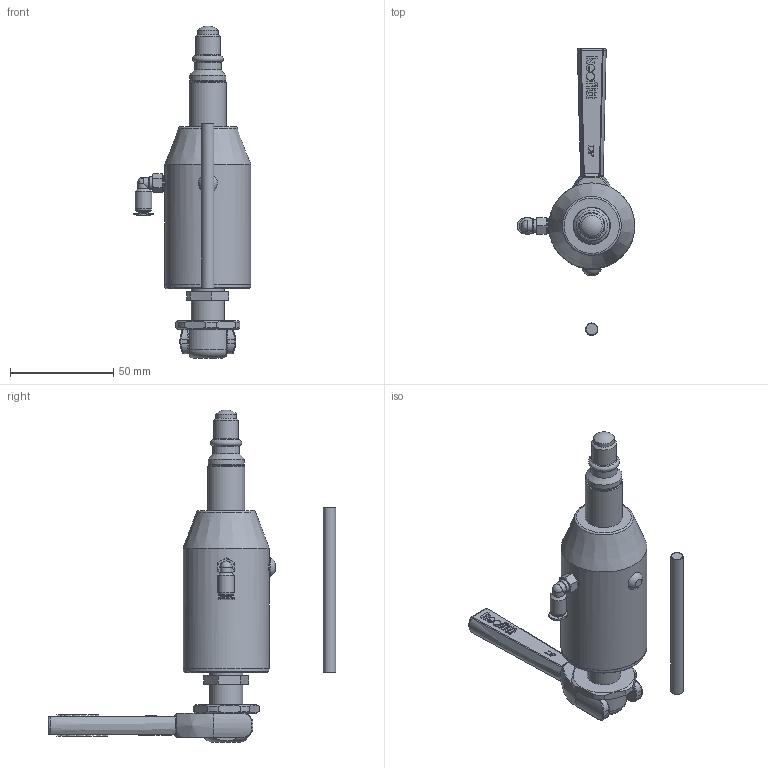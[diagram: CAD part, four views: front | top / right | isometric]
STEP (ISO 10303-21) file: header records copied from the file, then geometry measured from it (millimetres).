
FILE_DESCRIPTION(/* description */ (''),/* implementation_level */ '2;1');
FILE_NAME(/* name */ '600045E.stp',/* time_stamp */ '2023-03-15T10:36:37+01:00',/* author */ ('mbs'),/* organization */ (''),/* preprocessor_version */ 'ST-DEVELOPER v18.1',/* originating_system */ 'Autodesk Inventor 2022',/* authorisation */ '');
FILE_SCHEMA (('AUTOMOTIVE_DESIGN { 1 0 10303 214 3 1 1 }'));
Length unit declared in the file: millimetre
Products named in the file (1): 600045E
Bounding box: 56.85 x 139 x 160.56 mm (x, y, z)
Volume: 133474.6 mm3; surface area: 25151.4 mm2
Topology: 2 solids, 2 shells, 513 faces, 1322 edges, 843 vertices
Faces by surface type: plane 229, bspline 161, cylinder 65, torus 26, cone 25, sphere 7
Full cylindrical faces by diameter (mm): 4 x1, 5 x1, 6 x4, 6.6 x2, 7.388 x1, 7.4 x2, 7.6 x1, 8 x1, 10 x1, 12 x1, 12.9 x1, 16 x2, 17.5 x1, 18 x1, 41.5 x1, 41.6 x1
Entity records: 17919 total; most frequent: CARTESIAN_POINT 5918, ORIENTED_EDGE 2624, DIRECTION 1878, EDGE_CURVE 1312, VERTEX_POINT 842, LINE 682, VECTOR 682, AXIS2_PLACEMENT_3D 598
